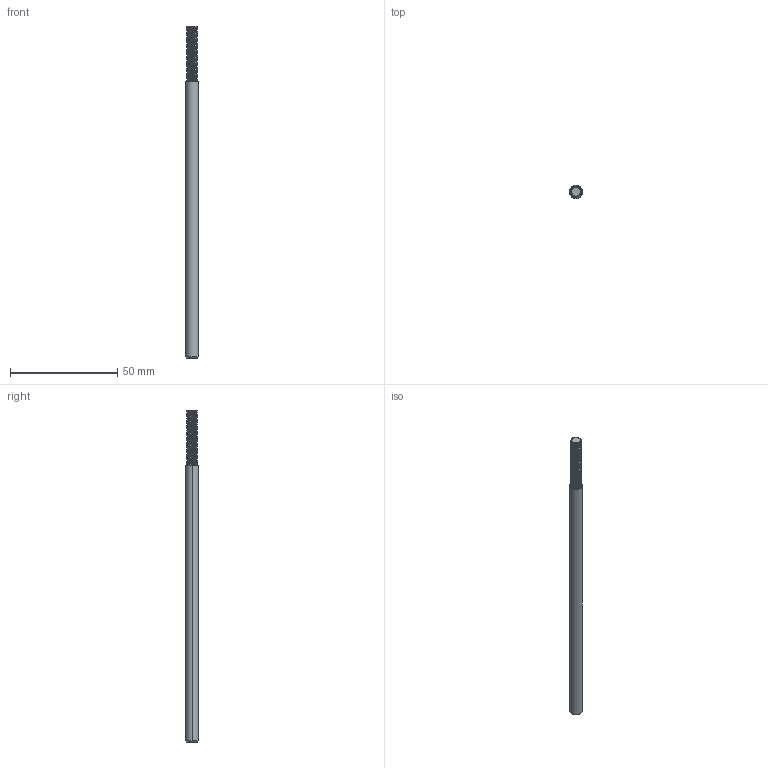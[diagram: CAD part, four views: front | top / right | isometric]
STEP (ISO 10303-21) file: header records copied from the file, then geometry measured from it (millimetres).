
FILE_DESCRIPTION (( 'STEP AP203' ), '1' );
FILE_NAME ('arbreD=6mm.STEP', '2017-07-13T14:48:57', ( '' ), ( '' ), 'SwSTEP 2.0', 'SolidWorks 2016', '' );
FILE_SCHEMA (( 'CONFIG_CONTROL_DESIGN' ));
Length unit declared in the file: millimetre
Products named in the file (1): arbreD=6mm
Bounding box: 6 x 6 x 155 mm (x, y, z)
Volume: 4062.7 mm3; surface area: 3078.7 mm2
Topology: 1 solids, 1 shells, 77 faces, 218 edges, 144 vertices
Faces by surface type: cylinder 68, plane 4, bspline 3, cone 2
Entity records: 7368 total; most frequent: CARTESIAN_POINT 5704, ORIENTED_EDGE 436, DIRECTION 238, EDGE_CURVE 218, VERTEX_POINT 144, AXIS2_PLACEMENT_3D 84, EDGE_LOOP 78, ADVANCED_FACE 77
